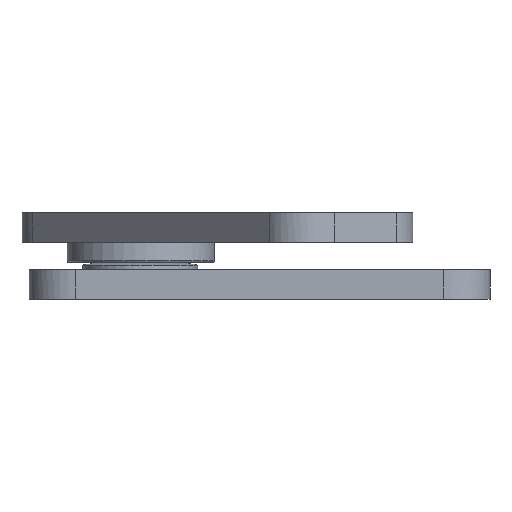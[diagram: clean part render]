
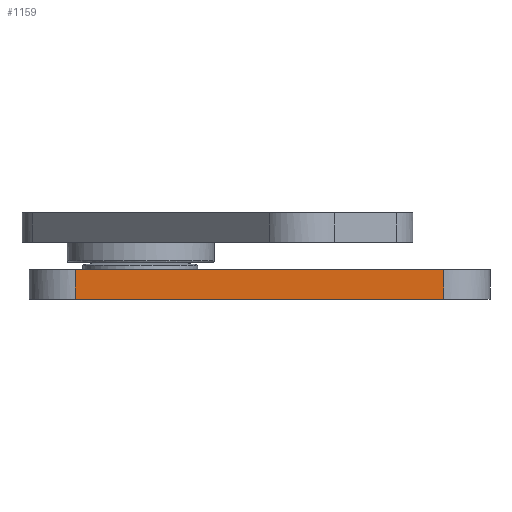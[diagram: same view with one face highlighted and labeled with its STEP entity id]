
A CAD part, left-side view. The second image highlights one B-rep face of the part: STEP entity #1159.
In plain terms, the highlighted free-form (B-spline) face has degree [1, 1] with [2, 2] control points.
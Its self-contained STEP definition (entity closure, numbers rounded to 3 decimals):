
#234 = VERTEX_POINT('',#235);
#235 = CARTESIAN_POINT('',(-24.697,52.688,
    8.463));
#241 = EDGE_CURVE('',#234,#242,#244,.T.);
#242 = VERTEX_POINT('',#243);
#243 = CARTESIAN_POINT('',(-24.697,-52.688,8.463
    ));
#244 = B_SPLINE_CURVE_WITH_KNOTS('',1,(#245,#246),.UNSPECIFIED.,.F.,.F.,
  (2,2),(2.54,83.82),.PIECEWISE_BEZIER_KNOTS.);
#245 = CARTESIAN_POINT('',(-24.697,52.688,
    8.463));
#246 = CARTESIAN_POINT('',(-24.697,-52.688,8.463
    ));
#1141 = VERTEX_POINT('',#1142);
#1142 = CARTESIAN_POINT('',(-24.697,52.688,0.));
#1148 = EDGE_CURVE('',#1141,#234,#1149,.T.);
#1149 = B_SPLINE_CURVE_WITH_KNOTS('',1,(#1150,#1151),.UNSPECIFIED.,.F.,
  .F.,(2,2),(0.,6.528),.PIECEWISE_BEZIER_KNOTS.);
#1150 = CARTESIAN_POINT('',(-24.697,52.688,0.));
#1151 = CARTESIAN_POINT('',(-24.697,52.688,
    8.463));
#1159 = ADVANCED_FACE('',(#1160),#1176,.T.);
#1160 = FACE_BOUND('',#1161,.T.);
#1161 = EDGE_LOOP('',(#1162,#1163,#1170,#1175));
#1162 = ORIENTED_EDGE('',*,*,#1148,.F.);
#1163 = ORIENTED_EDGE('',*,*,#1164,.F.);
#1164 = EDGE_CURVE('',#1165,#1141,#1167,.T.);
#1165 = VERTEX_POINT('',#1166);
#1166 = CARTESIAN_POINT('',(-24.697,-52.688,0.));
#1167 = B_SPLINE_CURVE_WITH_KNOTS('',1,(#1168,#1169),.UNSPECIFIED.,.F.,
  .F.,(2,2),(-83.82,-2.54),.PIECEWISE_BEZIER_KNOTS.);
#1168 = CARTESIAN_POINT('',(-24.697,-52.688,0.));
#1169 = CARTESIAN_POINT('',(-24.697,52.688,0.));
#1170 = ORIENTED_EDGE('',*,*,#1171,.F.);
#1171 = EDGE_CURVE('',#242,#1165,#1172,.T.);
#1172 = B_SPLINE_CURVE_WITH_KNOTS('',1,(#1173,#1174),.UNSPECIFIED.,.F.,
  .F.,(2,2),(-6.528,0.),.PIECEWISE_BEZIER_KNOTS.);
#1173 = CARTESIAN_POINT('',(-24.697,-52.688,
    8.463));
#1174 = CARTESIAN_POINT('',(-24.697,-52.688,0.));
#1175 = ORIENTED_EDGE('',*,*,#241,.F.);
#1176 = B_SPLINE_SURFACE_WITH_KNOTS('',1,1,(
    (#1177,#1178)
    ,(#1179,#1180
  )),.UNSPECIFIED.,.F.,.F.,.F.,(2,2),(2,2),(10.16,91.44),(0.,6.528),
  .PIECEWISE_BEZIER_KNOTS.);
#1177 = CARTESIAN_POINT('',(-24.697,52.688,0.));
#1178 = CARTESIAN_POINT('',(-24.697,52.688,
    8.463));
#1179 = CARTESIAN_POINT('',(-24.697,-52.688,0.));
#1180 = CARTESIAN_POINT('',(-24.697,-52.688,
    8.463));
